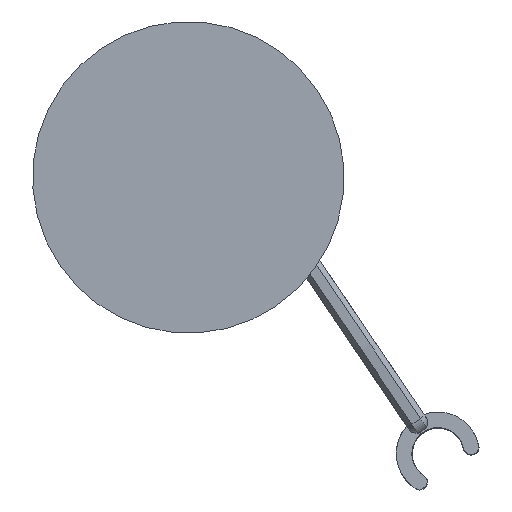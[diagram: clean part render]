
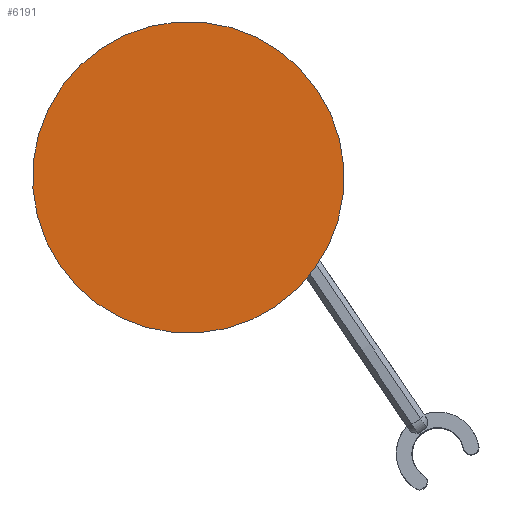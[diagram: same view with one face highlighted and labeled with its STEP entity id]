
A CAD part, front view. The second image highlights one B-rep face of the part: STEP entity #6191.
In plain terms, the highlighted planar face has unit normal (0, 1, 0).
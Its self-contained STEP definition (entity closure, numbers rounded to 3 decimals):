
#178=PLANE('',#7027);
#564=FACE_OUTER_BOUND('',#823,.T.);
#823=EDGE_LOOP('',(#4965));
#1099=CIRCLE('',#7028,75.);
#2657=VERTEX_POINT('',#10026);
#3811=EDGE_CURVE('',#2657,#2657,#1099,.T.);
#4965=ORIENTED_EDGE('',*,*,#3811,.T.);
#6191=ADVANCED_FACE('',(#564),#178,.T.);
#7027=AXIS2_PLACEMENT_3D('',#10025,#7902,#7903);
#7028=AXIS2_PLACEMENT_3D('',#10027,#7904,#7905);
#7902=DIRECTION('center_axis',(0.,1.,0.));
#7903=DIRECTION('ref_axis',(0.,0.,1.));
#7904=DIRECTION('center_axis',(0.,1.,0.));
#7905=DIRECTION('ref_axis',(0.,0.,
1.));
#10025=CARTESIAN_POINT('Origin',(-75.9,0.,0.));
#10026=CARTESIAN_POINT('',(0.,0.,-75.));
#10027=CARTESIAN_POINT('Origin',(0.,0.,0.));
